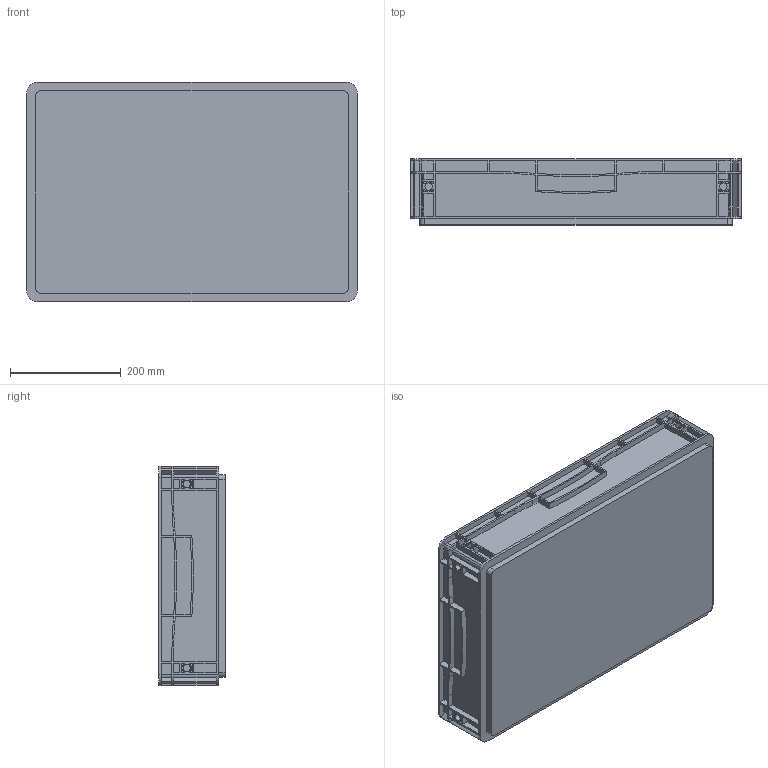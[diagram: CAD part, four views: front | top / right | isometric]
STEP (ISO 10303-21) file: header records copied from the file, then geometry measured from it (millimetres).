
FILE_DESCRIPTION (( 'STEP AP214' ), '1' );
FILE_NAME ('60 x 40 x 12 - EG 64-12 HG (All closed) [similar].STEP', '2022-04-17T16:06:28', ( '' ), ( '' ), 'SwSTEP 2.0', 'SolidWorks 2021', '' );
FILE_SCHEMA (( 'AUTOMOTIVE_DESIGN' ));
Length unit declared in the file: millimetre
Products named in the file (1): 60 x 40 x 12 - EG 64-12 HG (All closed) [similar]
Bounding box: 598 x 120 x 398 mm (x, y, z)
Volume: 2084723 mm3; surface area: 1071524 mm2
Topology: 1 solids, 1 shells, 629 faces, 1632 edges, 1088 vertices
Faces by surface type: plane 437, cylinder 192
Entity records: 19256 total; most frequent: CARTESIAN_POINT 3350, DIRECTION 3308, ORIENTED_EDGE 3264, EDGE_CURVE 1632, VECTOR 1216, LINE 1216, VERTEX_POINT 1088, AXIS2_PLACEMENT_3D 1046
